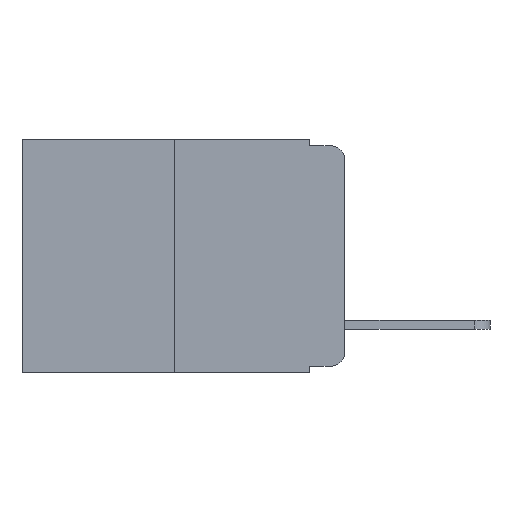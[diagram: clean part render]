
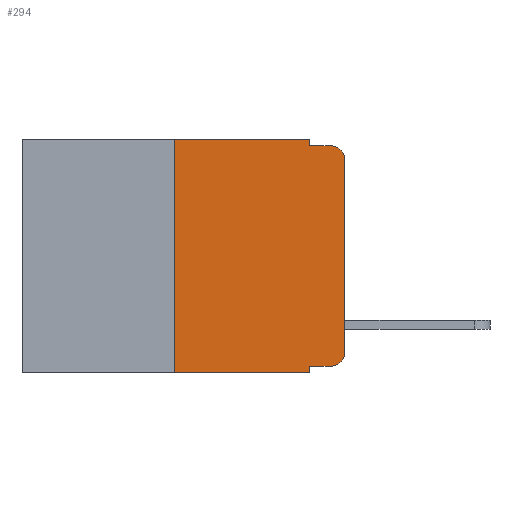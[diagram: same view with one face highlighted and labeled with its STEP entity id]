
A CAD part, left-side view. The second image highlights one B-rep face of the part: STEP entity #294.
In plain terms, the highlighted planar face has unit normal (-1, 0, 0).
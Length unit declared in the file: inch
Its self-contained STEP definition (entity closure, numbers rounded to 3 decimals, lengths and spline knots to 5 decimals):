
#194 = DIRECTION ( 'NONE',  ( 1., 0., 0. ) ) ;
#216 = LINE ( 'NONE', #8555, #9290 ) ;
#294 = ADVANCED_FACE ( 'NONE', ( #10482 ), #6408, .F. ) ;
#334 = VERTEX_POINT ( 'NONE', #9225 ) ;
#565 = ORIENTED_EDGE ( 'NONE', *, *, #11015, .T. ) ;
#640 = VECTOR ( 'NONE', #10712, 39.37008 ) ;
#925 = VERTEX_POINT ( 'NONE', #9732 ) ;
#1134 = ORIENTED_EDGE ( 'NONE', *, *, #14805, .T. ) ;
#1510 = CARTESIAN_POINT ( 'NONE',  ( 0., 0.051, 0. ) ) ;
#1607 = AXIS2_PLACEMENT_3D ( 'NONE', #16310, #8648, #14696 ) ;
#1700 = CARTESIAN_POINT ( 'NONE',  ( 0., 0.473, 0. ) ) ;
#1803 = VERTEX_POINT ( 'NONE', #5808 ) ;
#1884 = DIRECTION ( 'NONE',  ( 0., -1., 0. ) ) ;
#3197 = CARTESIAN_POINT ( 'NONE',  ( 0., 0.473, 0. ) ) ;
#3813 = CARTESIAN_POINT ( 'NONE',  ( 0., 0., -0.313 ) ) ;
#4130 = VERTEX_POINT ( 'NONE', #8126 ) ;
#4344 = CARTESIAN_POINT ( 'NONE',  ( 0., 0., 0. ) ) ;
#4687 = VECTOR ( 'NONE', #18046, 39.37008 ) ;
#5147 = ORIENTED_EDGE ( 'NONE', *, *, #5386, .T. ) ;
#5386 = EDGE_CURVE ( 'NONE', #15475, #15617, #10739, .T. ) ;
#5808 = CARTESIAN_POINT ( 'NONE',  ( 0., 0.051, 0. ) ) ;
#5928 = EDGE_CURVE ( 'NONE', #925, #17674, #16967, .T. ) ;
#5999 = ORIENTED_EDGE ( 'NONE', *, *, #11452, .F. ) ;
#6158 = DIRECTION ( 'NONE',  ( 0., 0., -1. ) ) ;
#6408 = PLANE ( 'NONE',  #7906 ) ;
#6515 = CIRCLE ( 'NONE', #6997, 0.02 ) ;
#6719 = DIRECTION ( 'NONE',  ( 0., 0., -1. ) ) ;
#6862 = DIRECTION ( 'NONE',  ( 0., 0., 1. ) ) ;
#6933 = CARTESIAN_POINT ( 'NONE',  ( 0., 0.25, 0. ) ) ;
#6997 = AXIS2_PLACEMENT_3D ( 'NONE', #11089, #14440, #6719 ) ;
#7250 = ORIENTED_EDGE ( 'NONE', *, *, #5928, .F. ) ;
#7740 = CARTESIAN_POINT ( 'NONE',  ( 0., 0.051, -0.01 ) ) ;
#7798 = CARTESIAN_POINT ( 'NONE',  ( 0., 0.051, -0.01 ) ) ;
#7819 = LINE ( 'NONE', #1700, #17932 ) ;
#7843 = ORIENTED_EDGE ( 'NONE', *, *, #12106, .F. ) ;
#7906 = AXIS2_PLACEMENT_3D ( 'NONE', #3197, #194, #6158 ) ;
#8126 = CARTESIAN_POINT ( 'NONE',  ( 0., 0.051, -0.333 ) ) ;
#8555 = CARTESIAN_POINT ( 'NONE',  ( 0., 0.051, -0.333 ) ) ;
#8648 = DIRECTION ( 'NONE',  ( -1., 0., 0. ) ) ;
#8706 = CARTESIAN_POINT ( 'NONE',  ( 0., 0.02, -0.333 ) ) ;
#9167 = VERTEX_POINT ( 'NONE', #8706 ) ;
#9225 = CARTESIAN_POINT ( 'NONE',  ( 0., 0.02, -0.01 ) ) ;
#9275 = CIRCLE ( 'NONE', #1607, 0.02 ) ;
#9290 = VECTOR ( 'NONE', #19273, 39.37008 ) ;
#9547 = CARTESIAN_POINT ( 'NONE',  ( 0., 0.473, -0.343 ) ) ;
#9712 = LINE ( 'NONE', #17974, #4687 ) ;
#9732 = CARTESIAN_POINT ( 'NONE',  ( 0., 0.25, -0.343 ) ) ;
#10226 = EDGE_CURVE ( 'NONE', #4130, #9167, #216, .T. ) ;
#10482 = FACE_OUTER_BOUND ( 'NONE', #12363, .T. ) ;
#10712 = DIRECTION ( 'NONE',  ( 0., 0., 1. ) ) ;
#10739 = LINE ( 'NONE', #4344, #640 ) ;
#10743 = ORIENTED_EDGE ( 'NONE', *, *, #10226, .T. ) ;
#10880 = CARTESIAN_POINT ( 'NONE',  ( 0., 0.25, 0. ) ) ;
#11015 = EDGE_CURVE ( 'NONE', #9167, #15475, #9275, .T. ) ;
#11089 = CARTESIAN_POINT ( 'NONE',  ( 0., 0.02, -0.03 ) ) ;
#11452 = EDGE_CURVE ( 'NONE', #17674, #1803, #7819, .T. ) ;
#11758 = CARTESIAN_POINT ( 'NONE',  ( 0., 0., -0.03 ) ) ;
#11785 = VECTOR ( 'NONE', #15383, 39.37008 ) ;
#12024 = VERTEX_POINT ( 'NONE', #7740 ) ;
#12106 = EDGE_CURVE ( 'NONE', #12024, #334, #18808, .T. ) ;
#12363 = EDGE_LOOP ( 'NONE', ( #5147, #12686, #7843, #12931, #5999, #7250, #1134, #14171, #10743, #565 ) ) ;
#12686 = ORIENTED_EDGE ( 'NONE', *, *, #19002, .T. ) ;
#12931 = ORIENTED_EDGE ( 'NONE', *, *, #16264, .F. ) ;
#13878 = LINE ( 'NONE', #9547, #19361 ) ;
#14171 = ORIENTED_EDGE ( 'NONE', *, *, #19719, .F. ) ;
#14440 = DIRECTION ( 'NONE',  ( -1., 0., 0. ) ) ;
#14696 = DIRECTION ( 'NONE',  ( 0., 0., -1. ) ) ;
#14805 = EDGE_CURVE ( 'NONE', #925, #17478, #13878, .T. ) ;
#15277 = VECTOR ( 'NONE', #6862, 39.37008 ) ;
#15383 = DIRECTION ( 'NONE',  ( 0., 0., -1. ) ) ;
#15475 = VERTEX_POINT ( 'NONE', #3813 ) ;
#15617 = VERTEX_POINT ( 'NONE', #11758 ) ;
#15851 = LINE ( 'NONE', #1510, #11785 ) ;
#16264 = EDGE_CURVE ( 'NONE', #1803, #12024, #9712, .T. ) ;
#16310 = CARTESIAN_POINT ( 'NONE',  ( 0., 0.02, -0.313 ) ) ;
#16664 = CARTESIAN_POINT ( 'NONE',  ( 0., 0.051, -0.343 ) ) ;
#16967 = LINE ( 'NONE', #6933, #15277 ) ;
#17164 = DIRECTION ( 'NONE',  ( 0., -1., 0. ) ) ;
#17478 = VERTEX_POINT ( 'NONE', #16664 ) ;
#17674 = VERTEX_POINT ( 'NONE', #10880 ) ;
#17932 = VECTOR ( 'NONE', #18512, 39.37008 ) ;
#17974 = CARTESIAN_POINT ( 'NONE',  ( 0., 0.051, 0. ) ) ;
#18046 = DIRECTION ( 'NONE',  ( 0., 0., -1. ) ) ;
#18512 = DIRECTION ( 'NONE',  ( 0., -1., 0. ) ) ;
#18808 = LINE ( 'NONE', #7798, #19052 ) ;
#19002 = EDGE_CURVE ( 'NONE', #15617, #334, #6515, .T. ) ;
#19052 = VECTOR ( 'NONE', #1884, 39.37008 ) ;
#19273 = DIRECTION ( 'NONE',  ( 0., -1., 0. ) ) ;
#19361 = VECTOR ( 'NONE', #17164, 39.37008 ) ;
#19719 = EDGE_CURVE ( 'NONE', #4130, #17478, #15851, .T. ) ;
